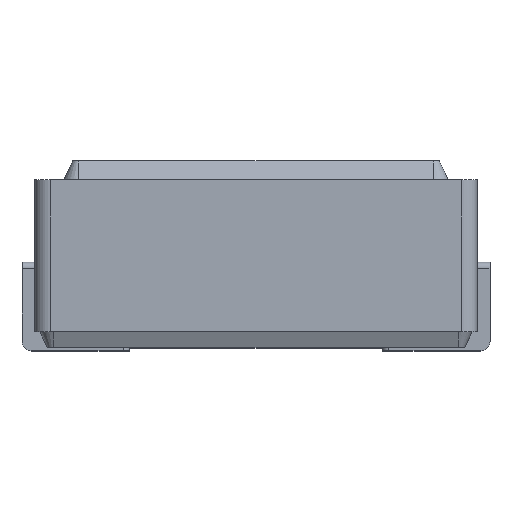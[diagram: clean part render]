
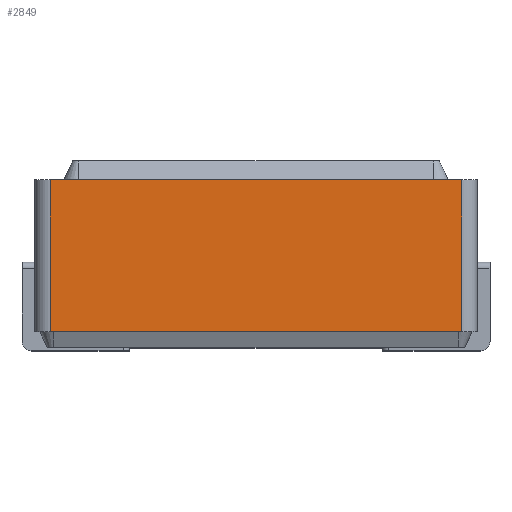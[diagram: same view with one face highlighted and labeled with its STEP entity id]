
A CAD part, top view. The second image highlights one B-rep face of the part: STEP entity #2849.
In plain terms, the highlighted planar face has unit normal (0, 0, 1).
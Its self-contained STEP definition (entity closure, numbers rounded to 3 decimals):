
#491 = CARTESIAN_POINT ( 'NONE',  ( -3.25, 2.65, 3.3 ) ) ;
#851 = CARTESIAN_POINT ( 'NONE',  ( 3.25, 2.65, 3.3 ) ) ;
#938 = CARTESIAN_POINT ( 'NONE',  ( -3.25, 2.65, 3.3 ) ) ;
#1460 = VECTOR ( 'NONE', #5933, 1000. ) ;
#1871 = CARTESIAN_POINT ( 'NONE',  ( -3.25, 0.25, 3.3 ) ) ;
#2457 = DIRECTION ( 'NONE',  ( 1., 0., 0. ) ) ;
#2496 = EDGE_CURVE ( 'NONE', #4512, #5812, #4714, .T. ) ;
#2849 = ADVANCED_FACE ( 'NONE', ( #4248 ), #5880, .F. ) ;
#2929 = ORIENTED_EDGE ( 'NONE', *, *, #3950, .F. ) ;
#3174 = CARTESIAN_POINT ( 'NONE',  ( 3.25, 2.65, 3.3 ) ) ;
#3182 = ORIENTED_EDGE ( 'NONE', *, *, #3274, .F. ) ;
#3217 = VECTOR ( 'NONE', #2457, 1000. ) ;
#3274 = EDGE_CURVE ( 'NONE', #4512, #3356, #3815, .T. ) ;
#3356 = VERTEX_POINT ( 'NONE', #851 ) ;
#3752 = DIRECTION ( 'NONE',  ( 0., 0., -1. ) ) ;
#3815 = LINE ( 'NONE', #491, #6364 ) ;
#3950 = EDGE_CURVE ( 'NONE', #3356, #5597, #4093, .T. ) ;
#3971 = LINE ( 'NONE', #1871, #3217 ) ;
#4093 = LINE ( 'NONE', #3174, #5322 ) ;
#4107 = ORIENTED_EDGE ( 'NONE', *, *, #2496, .T. ) ;
#4199 = CARTESIAN_POINT ( 'NONE',  ( -3.25, 0.25, 3.3 ) ) ;
#4248 = FACE_OUTER_BOUND ( 'NONE', #4365, .T. ) ;
#4365 = EDGE_LOOP ( 'NONE', ( #4107, #5909, #2929, #3182 ) ) ;
#4512 = VERTEX_POINT ( 'NONE', #4748 ) ;
#4656 = AXIS2_PLACEMENT_3D ( 'NONE', #6869, #3752, #6416 ) ;
#4684 = CARTESIAN_POINT ( 'NONE',  ( 3.25, 0.25, 3.3 ) ) ;
#4714 = LINE ( 'NONE', #938, #1460 ) ;
#4748 = CARTESIAN_POINT ( 'NONE',  ( -3.25, 2.65, 3.3 ) ) ;
#4838 = DIRECTION ( 'NONE',  ( 1., 0., 0. ) ) ;
#5322 = VECTOR ( 'NONE', #5332, 1000. ) ;
#5332 = DIRECTION ( 'NONE',  ( 0., -1., 0. ) ) ;
#5494 = EDGE_CURVE ( 'NONE', #5812, #5597, #3971, .T. ) ;
#5597 = VERTEX_POINT ( 'NONE', #4684 ) ;
#5812 = VERTEX_POINT ( 'NONE', #4199 ) ;
#5880 = PLANE ( 'NONE',  #4656 ) ;
#5909 = ORIENTED_EDGE ( 'NONE', *, *, #5494, .T. ) ;
#5933 = DIRECTION ( 'NONE',  ( 0., -1., 0. ) ) ;
#6364 = VECTOR ( 'NONE', #4838, 1000. ) ;
#6416 = DIRECTION ( 'NONE',  ( 0., -1., 0. ) ) ;
#6869 = CARTESIAN_POINT ( 'NONE',  ( -3.25, 2.65, 3.3 ) ) ;
